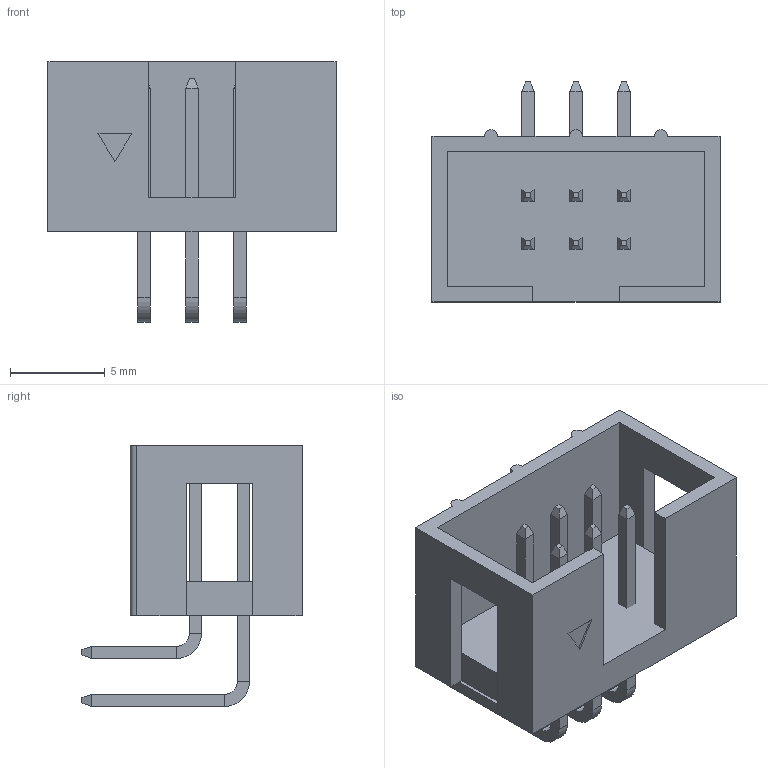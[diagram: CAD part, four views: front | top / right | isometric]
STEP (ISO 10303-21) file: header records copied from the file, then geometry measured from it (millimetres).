
FILE_DESCRIPTION (( 'STEP AP214' ), '1' );
FILE_NAME ('BH-6R_IDC-6MR_DS-1013-06R.STEP', '2021-03-30T15:06:13', ( '' ), ( '' ), 'SwSTEP 2.0', 'SolidWorks 2020', '' );
FILE_SCHEMA (( 'AUTOMOTIVE_DESIGN' ));
Length unit declared in the file: millimetre
Products named in the file (1): BH-6R_IDC-6MR_DS-1013-06R
Bounding box: 15.24 x 11.65 x 13.8 mm (x, y, z)
Volume: 479.3 mm3; surface area: 1170.5 mm2
Topology: 5 solids, 5 shells, 172 faces, 383 edges, 222 vertices
Faces by surface type: plane 157, cylinder 15
Entity records: 6219 total; most frequent: CARTESIAN_POINT 778, ORIENTED_EDGE 766, DIRECTION 759, EDGE_CURVE 383, VECTOR 353, LINE 353, VERTEX_POINT 222, AXIS2_PLACEMENT_3D 203
